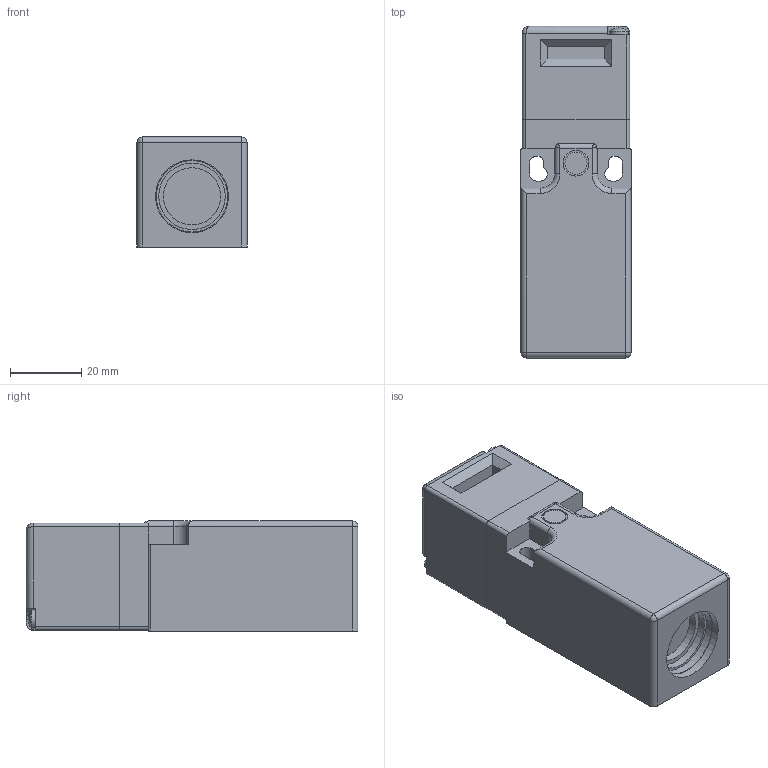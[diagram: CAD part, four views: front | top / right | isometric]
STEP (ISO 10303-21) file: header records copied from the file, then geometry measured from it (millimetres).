
FILE_DESCRIPTION(/* description */ ('STEP AP203'),/* implementation_level */ '2;1');
FILE_NAME(/* name */ 'FR692D1.stp',/* time_stamp */ '2022-07-13T09:02:08+02:00',/* author */ ('stefan.nesic'),/* organization */ (''),/* preprocessor_version */ 'ST-DEVELOPER v18.1',/* originating_system */ 'Autodesk Inventor 2021',/* authorisation */ '');
FILE_SCHEMA (('AUTOMOTIVE_DESIGN { 1 0 10303 214 3 1 1 }'));
Length unit declared in the file: millimetre
Products named in the file (1): FR692D1
Bounding box: 30.8 x 92.9 x 30.8 mm (x, y, z)
Volume: 78292.6 mm3; surface area: 19049.9 mm2
Topology: 2 solids, 2 shells, 121 faces, 300 edges, 186 vertices
Faces by surface type: plane 69, cylinder 42, bspline 4, sphere 4, torus 2
Full cylindrical faces by diameter (mm): 5.3 x2, 6.2 x1, 7.2 x1, 16 x1, 18.6 x1, 20 x1, 20.4 x1
Entity records: 3979 total; most frequent: CARTESIAN_POINT 1040, DIRECTION 609, ORIENTED_EDGE 588, EDGE_CURVE 294, LINE 203, VECTOR 203, AXIS2_PLACEMENT_3D 203, VERTEX_POINT 186
